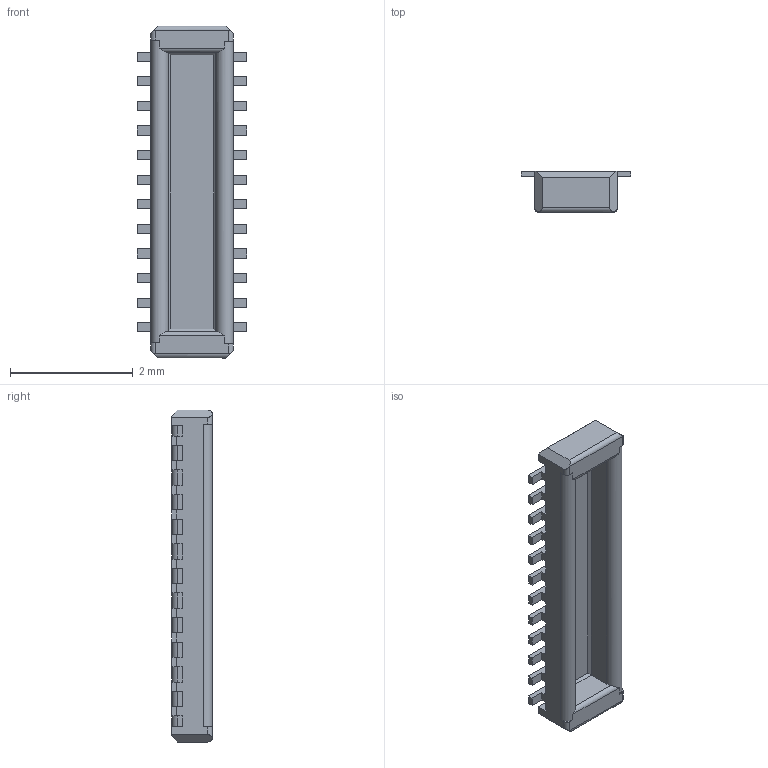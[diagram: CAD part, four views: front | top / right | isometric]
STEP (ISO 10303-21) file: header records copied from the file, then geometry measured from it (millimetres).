
FILE_DESCRIPTION(('CoCreate Modeling STEP Export'),'2;1');
FILE_NAME('BM20B(0.8)-20DP-0.4V.stp','2012-10-16T19:31:33',(''),(''),'CoCreate Modeling STEP processor for AP214 (Solid Model)','CoCreate Modeling 17.0 01-Apr-2010 (C) Parametric Technology GmbH','');
FILE_SCHEMA(('AUTOMOTIVE_DESIGN { 1 0 10303 214 1 1 1 1 }'));
Length unit declared in the file: millimetre
Products named in the file (1): BM20B(0.8)-20DP-0.4V
Bounding box: 1.78 x 0.66 x 5.4 mm (x, y, z)
Volume: 2.6 mm3; surface area: 32.3 mm2
Topology: 1 solids, 1 shells, 352 faces, 1042 edges, 692 vertices
Faces by surface type: plane 290, cylinder 62
Entity records: 11576 total; most frequent: CARTESIAN_POINT 2177, ORIENTED_EDGE 2084, DIRECTION 1798, EDGE_CURVE 1042, VECTOR 900, LINE 900, VERTEX_POINT 692, AXIS2_PLACEMENT_3D 449
